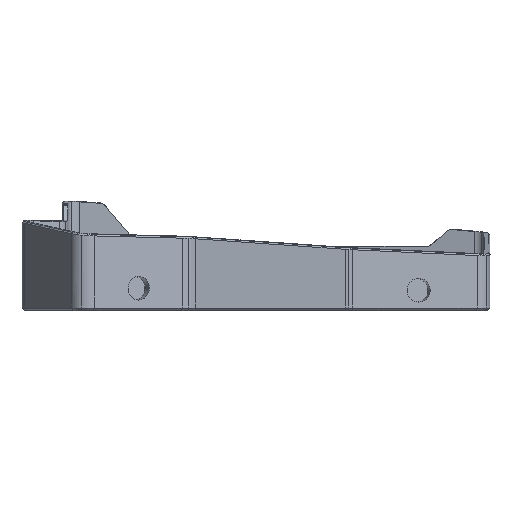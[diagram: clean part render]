
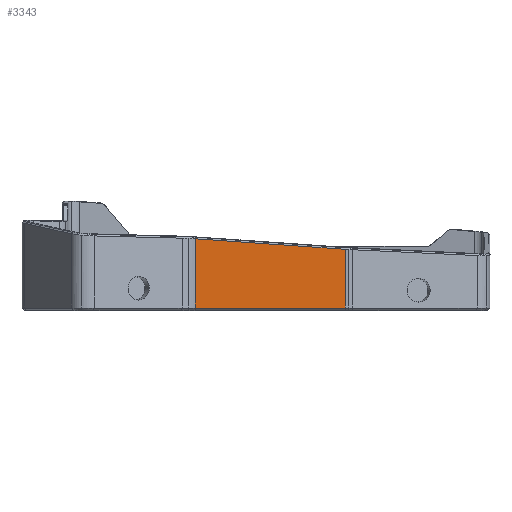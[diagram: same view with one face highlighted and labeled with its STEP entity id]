
A CAD part, front view. The second image highlights one B-rep face of the part: STEP entity #3343.
In plain terms, the highlighted planar face has unit normal (0, -1, 0).
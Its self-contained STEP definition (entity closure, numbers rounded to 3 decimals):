
#581 = LINE ( 'NONE', #11485, #5853 ) ;
#1439 = EDGE_CURVE ( 'NONE', #2491, #8415, #3474, .T. ) ;
#1869 = LINE ( 'NONE', #10379, #9701 ) ;
#1940 = LINE ( 'NONE', #11562, #9128 ) ;
#2439 = CARTESIAN_POINT ( 'NONE',  ( 104.573, -109.881, -9.3 ) ) ;
#2469 = CARTESIAN_POINT ( 'NONE',  ( 52.732, -109.881, -9.3 ) ) ;
#2491 = VERTEX_POINT ( 'NONE', #2439 ) ;
#3053 = DIRECTION ( 'NONE',  ( 0., 0., 1. ) ) ;
#3242 = ORIENTED_EDGE ( 'NONE', *, *, #10828, .T. ) ;
#3343 = ADVANCED_FACE ( 'NONE', ( #3801 ), #9776, .F. ) ;
#3474 = LINE ( 'NONE', #10636, #7130 ) ;
#3646 = DIRECTION ( 'NONE',  ( 0., 1., 0. ) ) ;
#3801 = FACE_OUTER_BOUND ( 'NONE', #3836, .T. ) ;
#3836 = EDGE_LOOP ( 'NONE', ( #8972, #12864, #6201, #10470, #3242 ) ) ;
#3886 = EDGE_CURVE ( 'NONE', #10688, #5196, #10002, .T. ) ;
#4210 = VERTEX_POINT ( 'NONE', #11325 ) ;
#4838 = DIRECTION ( 'NONE',  ( 1., 0., 0. ) ) ;
#5196 = VERTEX_POINT ( 'NONE', #6151 ) ;
#5853 = VECTOR ( 'NONE', #15092, 1000. ) ;
#5916 = AXIS2_PLACEMENT_3D ( 'NONE', #5949, #3646, #4838 ) ;
#5949 = CARTESIAN_POINT ( 'NONE',  ( 50.333, -109.881, -1.5 ) ) ;
#6151 = CARTESIAN_POINT ( 'NONE',  ( 104.538, -109.881, 10.984 ) ) ;
#6201 = ORIENTED_EDGE ( 'NONE', *, *, #3886, .T. ) ;
#6867 = CARTESIAN_POINT ( 'NONE',  ( 104.573, -109.881, 10.982 ) ) ;
#7130 = VECTOR ( 'NONE', #13185, 1000. ) ;
#7795 = VECTOR ( 'NONE', #14864, 1000. ) ;
#8415 = VERTEX_POINT ( 'NONE', #2469 ) ;
#8972 = ORIENTED_EDGE ( 'NONE', *, *, #1439, .F. ) ;
#9128 = VECTOR ( 'NONE', #3053, 1000. ) ;
#9544 = EDGE_CURVE ( 'NONE', #5196, #4210, #581, .T. ) ;
#9701 = VECTOR ( 'NONE', #15244, 1000. ) ;
#9776 = PLANE ( 'NONE',  #5916 ) ;
#10002 = LINE ( 'NONE', #12540, #7795 ) ;
#10379 = CARTESIAN_POINT ( 'NONE',  ( 52.732, -109.881, -1.5 ) ) ;
#10470 = ORIENTED_EDGE ( 'NONE', *, *, #9544, .T. ) ;
#10636 = CARTESIAN_POINT ( 'NONE',  ( 61.488, -109.881, -9.3 ) ) ;
#10688 = VERTEX_POINT ( 'NONE', #6867 ) ;
#10828 = EDGE_CURVE ( 'NONE', #4210, #8415, #1869, .T. ) ;
#11325 = CARTESIAN_POINT ( 'NONE',  ( 52.732, -109.881, 14.607 ) ) ;
#11485 = CARTESIAN_POINT ( 'NONE',  ( 62.066, -109.881, 13.954 ) ) ;
#11562 = CARTESIAN_POINT ( 'NONE',  ( 104.573, -109.881, -1.5 ) ) ;
#12540 = CARTESIAN_POINT ( 'NONE',  ( 104.573, -109.881, 10.982 ) ) ;
#12864 = ORIENTED_EDGE ( 'NONE', *, *, #13574, .T. ) ;
#13185 = DIRECTION ( 'NONE',  ( -1., 0., 0. ) ) ;
#13574 = EDGE_CURVE ( 'NONE', #2491, #10688, #1940, .T. ) ;
#14864 = DIRECTION ( 'NONE',  ( -0.998, 0., 0.07 ) ) ;
#15092 = DIRECTION ( 'NONE',  ( -0.998, 0., 0.07 ) ) ;
#15244 = DIRECTION ( 'NONE',  ( 0., 0., -1. ) ) ;
